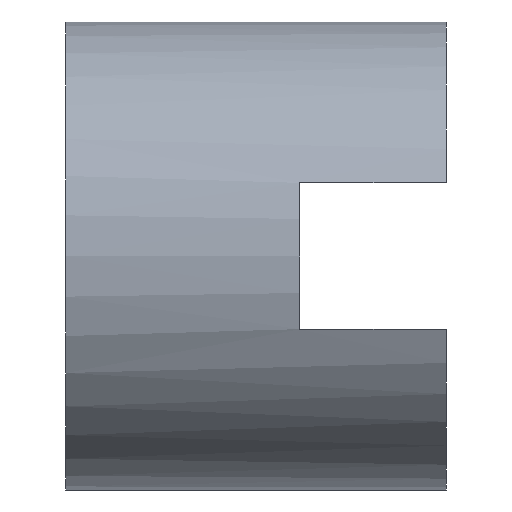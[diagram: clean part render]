
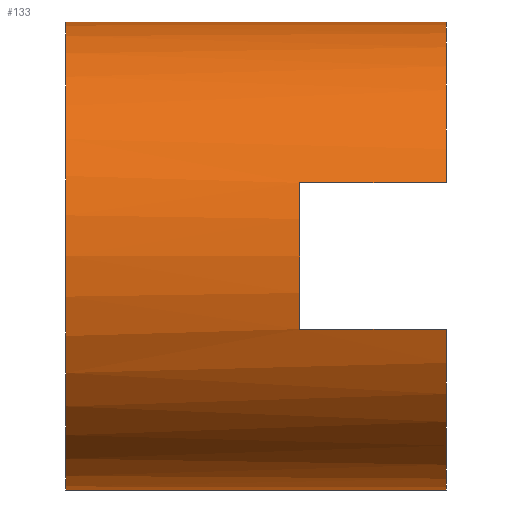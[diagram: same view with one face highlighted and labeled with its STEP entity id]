
A CAD part, front view. The second image highlights one B-rep face of the part: STEP entity #133.
In plain terms, the highlighted cylindrical face has radius 8 mm (diameter 16 mm), a partial arc.
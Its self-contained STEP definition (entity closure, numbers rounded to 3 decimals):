
#4 = CARTESIAN_POINT ( 'NONE',  ( 5., 0., 8. ) ) ;
#8 = DIRECTION ( 'NONE',  ( -1., 0., 0. ) ) ;
#9 = DIRECTION ( 'NONE',  ( 1., 0., 0. ) ) ;
#13 = DIRECTION ( 'NONE',  ( 1., 0., 0. ) ) ;
#34 = CARTESIAN_POINT ( 'NONE',  ( 13., 0., 8. ) ) ;
#39 = EDGE_CURVE ( 'NONE', #292, #156, #95, .T. ) ;
#40 = DIRECTION ( 'NONE',  ( 0., 0., -1. ) ) ;
#45 = AXIS2_PLACEMENT_3D ( 'NONE', #278, #9, #40 ) ;
#47 = DIRECTION ( 'NONE',  ( 0., 0., -1. ) ) ;
#48 = CARTESIAN_POINT ( 'NONE',  ( 13., 0., 0. ) ) ;
#62 = EDGE_LOOP ( 'NONE', ( #382, #119, #174, #91, #145, #230, #242, #384 ) ) ;
#63 = CIRCLE ( 'NONE', #109, 8. ) ;
#67 = FACE_OUTER_BOUND ( 'NONE', #62, .T. ) ;
#74 = EDGE_CURVE ( 'NONE', #143, #205, #357, .T. ) ;
#76 = CARTESIAN_POINT ( 'NONE',  ( 5., -7.599, 2.5 ) ) ;
#77 = EDGE_CURVE ( 'NONE', #211, #378, #250, .T. ) ;
#82 = CARTESIAN_POINT ( 'NONE',  ( 8., 0., 0. ) ) ;
#84 = VECTOR ( 'NONE', #8, 1000. ) ;
#91 = ORIENTED_EDGE ( 'NONE', *, *, #268, .F. ) ;
#95 = LINE ( 'NONE', #238, #344 ) ;
#103 = DIRECTION ( 'NONE',  ( 0., 0., 1. ) ) ;
#105 = EDGE_CURVE ( 'NONE', #143, #292, #276, .T. ) ;
#108 = AXIS2_PLACEMENT_3D ( 'NONE', #219, #371, #249 ) ;
#109 = AXIS2_PLACEMENT_3D ( 'NONE', #48, #316, #47 ) ;
#119 = ORIENTED_EDGE ( 'NONE', *, *, #105, .F. ) ;
#124 = DIRECTION ( 'NONE',  ( -1., 0., 0. ) ) ;
#128 = CARTESIAN_POINT ( 'NONE',  ( 5., 0., 0. ) ) ;
#132 = CARTESIAN_POINT ( 'NONE',  ( 13., -7.599, -2.5 ) ) ;
#133 = ADVANCED_FACE ( 'NONE', ( #67 ), #225, .T. ) ;
#135 = VECTOR ( 'NONE', #13, 1000. ) ;
#143 = VERTEX_POINT ( 'NONE', #132 ) ;
#145 = ORIENTED_EDGE ( 'NONE', *, *, #235, .T. ) ;
#156 = VERTEX_POINT ( 'NONE', #195 ) ;
#161 = CARTESIAN_POINT ( 'NONE',  ( 0., 0., 8. ) ) ;
#174 = ORIENTED_EDGE ( 'NONE', *, *, #74, .T. ) ;
#187 = VERTEX_POINT ( 'NONE', #372 ) ;
#195 = CARTESIAN_POINT ( 'NONE',  ( 0., 0., -8. ) ) ;
#201 = DIRECTION ( 'NONE',  ( 1., 0., 0. ) ) ;
#203 = DIRECTION ( 'NONE',  ( 0., 0., -1. ) ) ;
#205 = VERTEX_POINT ( 'NONE', #310 ) ;
#211 = VERTEX_POINT ( 'NONE', #34 ) ;
#219 = CARTESIAN_POINT ( 'NONE',  ( 13., 0., 0. ) ) ;
#225 = CYLINDRICAL_SURFACE ( 'NONE', #309, 8. ) ;
#230 = ORIENTED_EDGE ( 'NONE', *, *, #248, .F. ) ;
#235 = EDGE_CURVE ( 'NONE', #327, #187, #281, .T. ) ;
#238 = CARTESIAN_POINT ( 'NONE',  ( 5., 0., -8. ) ) ;
#240 = CARTESIAN_POINT ( 'NONE',  ( 13., 0., -8. ) ) ;
#242 = ORIENTED_EDGE ( 'NONE', *, *, #77, .T. ) ;
#247 = CIRCLE ( 'NONE', #293, 8. ) ;
#248 = EDGE_CURVE ( 'NONE', #211, #187, #63, .T. ) ;
#249 = DIRECTION ( 'NONE',  ( 0., 0., -1. ) ) ;
#250 = LINE ( 'NONE', #4, #84 ) ;
#268 = EDGE_CURVE ( 'NONE', #327, #205, #247, .T. ) ;
#276 = CIRCLE ( 'NONE', #108, 8. ) ;
#278 = CARTESIAN_POINT ( 'NONE',  ( 0., 0., 0. ) ) ;
#281 = LINE ( 'NONE', #76, #135 ) ;
#289 = VECTOR ( 'NONE', #124, 1000. ) ;
#292 = VERTEX_POINT ( 'NONE', #240 ) ;
#293 = AXIS2_PLACEMENT_3D ( 'NONE', #82, #201, #203 ) ;
#309 = AXIS2_PLACEMENT_3D ( 'NONE', #128, #338, #103 ) ;
#310 = CARTESIAN_POINT ( 'NONE',  ( 8., -7.599, -2.5 ) ) ;
#316 = DIRECTION ( 'NONE',  ( 1., 0., 0. ) ) ;
#327 = VERTEX_POINT ( 'NONE', #332 ) ;
#329 = CARTESIAN_POINT ( 'NONE',  ( 5., -7.599, -2.5 ) ) ;
#332 = CARTESIAN_POINT ( 'NONE',  ( 8., -7.599, 2.5 ) ) ;
#335 = CIRCLE ( 'NONE', #45, 8. ) ;
#338 = DIRECTION ( 'NONE',  ( -1., 0., 0. ) ) ;
#344 = VECTOR ( 'NONE', #350, 1000. ) ;
#350 = DIRECTION ( 'NONE',  ( -1., 0., 0. ) ) ;
#356 = EDGE_CURVE ( 'NONE', #378, #156, #335, .T. ) ;
#357 = LINE ( 'NONE', #329, #289 ) ;
#371 = DIRECTION ( 'NONE',  ( 1., 0., 0. ) ) ;
#372 = CARTESIAN_POINT ( 'NONE',  ( 13., -7.599, 2.5 ) ) ;
#378 = VERTEX_POINT ( 'NONE', #161 ) ;
#382 = ORIENTED_EDGE ( 'NONE', *, *, #39, .F. ) ;
#384 = ORIENTED_EDGE ( 'NONE', *, *, #356, .T. ) ;
